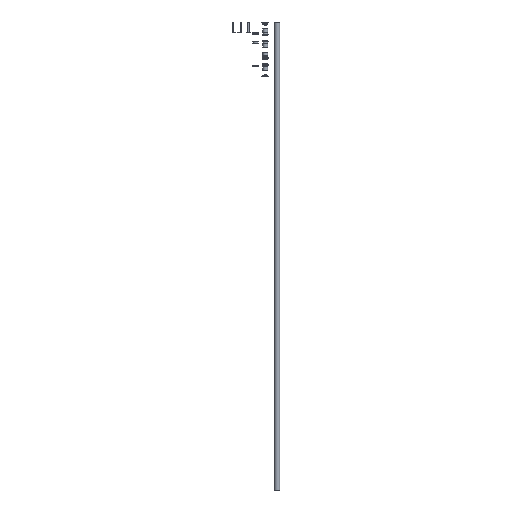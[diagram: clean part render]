
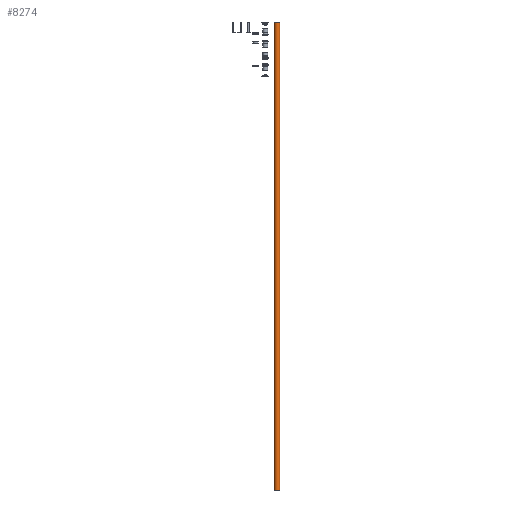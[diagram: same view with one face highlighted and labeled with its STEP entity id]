
A CAD part, front view. The second image highlights one B-rep face of the part: STEP entity #8274.
In plain terms, the highlighted cylindrical face has radius 12 mm (diameter 24 mm), a partial arc.
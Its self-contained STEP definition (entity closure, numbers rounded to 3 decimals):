
#510 = CARTESIAN_POINT ( 'NONE',  ( 0., 0., 1980. ) ) ;
#789 = VERTEX_POINT ( 'NONE', #7490 ) ;
#1058 = CARTESIAN_POINT ( 'NONE',  ( -12., 0., 1980. ) ) ;
#1282 = DIRECTION ( 'NONE',  ( 0., 0., -1. ) ) ;
#1453 = AXIS2_PLACEMENT_3D ( 'NONE', #7180, #8608, #5226 ) ;
#1519 = VECTOR ( 'NONE', #7835, 1000. ) ;
#1948 = CARTESIAN_POINT ( 'NONE',  ( 0., 0., 1980. ) ) ;
#2089 = CARTESIAN_POINT ( 'NONE',  ( -12., 0., 0. ) ) ;
#2548 = EDGE_CURVE ( 'NONE', #789, #3234, #6065, .T. ) ;
#2602 = ORIENTED_EDGE ( 'NONE', *, *, #8559, .T. ) ;
#2726 = VERTEX_POINT ( 'NONE', #2089 ) ;
#3013 = ORIENTED_EDGE ( 'NONE', *, *, #2548, .F. ) ;
#3146 = CIRCLE ( 'NONE', #1453, 12. ) ;
#3196 = DIRECTION ( 'NONE',  ( 0., 0., 1. ) ) ;
#3234 = VERTEX_POINT ( 'NONE', #4059 ) ;
#3592 = VECTOR ( 'NONE', #4417, 1000. ) ;
#3707 = LINE ( 'NONE', #1058, #1519 ) ;
#3978 = DIRECTION ( 'NONE',  ( -1., 0., 0. ) ) ;
#4059 = CARTESIAN_POINT ( 'NONE',  ( 12., 0., 1980. ) ) ;
#4417 = DIRECTION ( 'NONE',  ( 0., 0., -1. ) ) ;
#4602 = DIRECTION ( 'NONE',  ( 1., 0., 0. ) ) ;
#4922 = EDGE_LOOP ( 'NONE', ( #5542, #3013, #2602, #5514 ) ) ;
#4997 = EDGE_CURVE ( 'NONE', #2726, #8384, #3146, .T. ) ;
#5226 = DIRECTION ( 'NONE',  ( 1., 0., 0. ) ) ;
#5313 = CYLINDRICAL_SURFACE ( 'NONE', #8598, 12. ) ;
#5485 = CARTESIAN_POINT ( 'NONE',  ( 12., 0., 0. ) ) ;
#5514 = ORIENTED_EDGE ( 'NONE', *, *, #4997, .T. ) ;
#5542 = ORIENTED_EDGE ( 'NONE', *, *, #5794, .F. ) ;
#5794 = EDGE_CURVE ( 'NONE', #3234, #8384, #7929, .T. ) ;
#6065 = CIRCLE ( 'NONE', #7753, 12. ) ;
#7180 = CARTESIAN_POINT ( 'NONE',  ( 0., 0., 0. ) ) ;
#7490 = CARTESIAN_POINT ( 'NONE',  ( -12., 0., 1980. ) ) ;
#7753 = AXIS2_PLACEMENT_3D ( 'NONE', #510, #3196, #4602 ) ;
#7835 = DIRECTION ( 'NONE',  ( 0., 0., -1. ) ) ;
#7929 = LINE ( 'NONE', #8480, #3592 ) ;
#8274 = ADVANCED_FACE ( 'NONE', ( #8742 ), #5313, .T. ) ;
#8384 = VERTEX_POINT ( 'NONE', #5485 ) ;
#8480 = CARTESIAN_POINT ( 'NONE',  ( 12., 0., 1980. ) ) ;
#8559 = EDGE_CURVE ( 'NONE', #789, #2726, #3707, .T. ) ;
#8598 = AXIS2_PLACEMENT_3D ( 'NONE', #1948, #1282, #3978 ) ;
#8608 = DIRECTION ( 'NONE',  ( 0., 0., 1. ) ) ;
#8742 = FACE_OUTER_BOUND ( 'NONE', #4922, .T. ) ;
